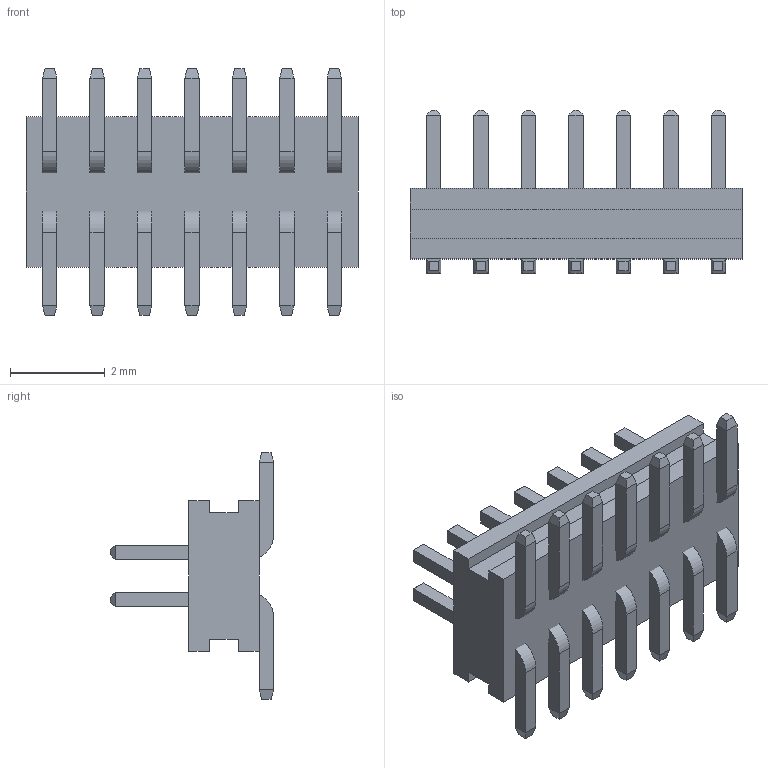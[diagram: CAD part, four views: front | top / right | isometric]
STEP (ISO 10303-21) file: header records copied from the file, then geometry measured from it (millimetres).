
FILE_DESCRIPTION( ( 'STEP AP214' ), '1' );
FILE_NAME( 'FTMH-107-03-L-DV.stp', '2022-02-08T02:56:11', ( 'License CC BY-ND 4.0' ), ( 'CADENAS' ), ' ', 'PARTsolutions', ' ' );
FILE_SCHEMA( ( 'AUTOMOTIVE_DESIGN { 1 0 10303 214 1 1 1 1 }' ) );
Length unit declared in the file: inch
Products named in the file (3): FTMH-107-03-L-DV; _FTMH-107-03-L-DV_body; _FTMH-107-03-L-DV_pins1
Assembly tree (2 placements, depth 2):
  FTMH-107-03-L-DV
    _FTMH-107-03-L-DV_body
    _FTMH-107-03-L-DV_pins1
Bounding box: 7 x 3.44 x 5.21 mm (x, y, z)
Volume: 39.6 mm3; surface area: 189.9 mm2
Topology: 2 solids, 2 shells, 316 faces, 824 edges, 512 vertices
Faces by surface type: plane 302, cylinder 14
Entity records: 11942 total; most frequent: CARTESIAN_POINT 1655, ORIENTED_EDGE 1648, DIRECTION 1490, EDGE_CURVE 824, LINE 796, VECTOR 796, VERTEX_POINT 512, AXIS2_PLACEMENT_3D 347
